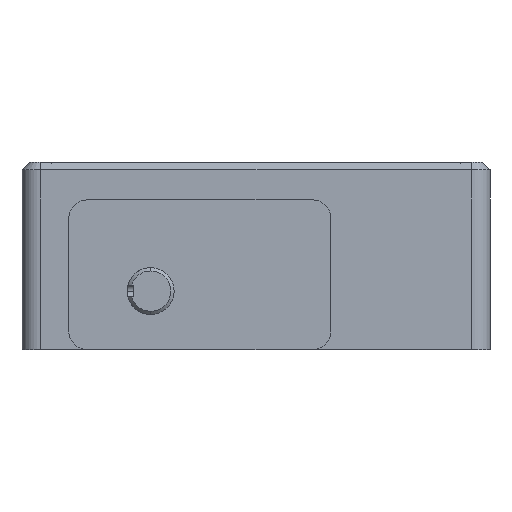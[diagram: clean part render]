
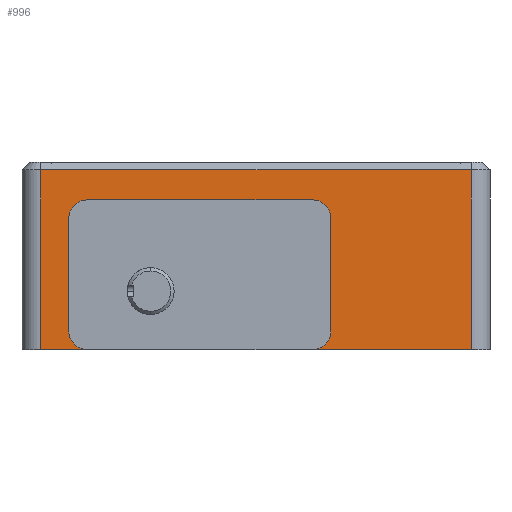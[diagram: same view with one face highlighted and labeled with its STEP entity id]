
A CAD part, left-side view. The second image highlights one B-rep face of the part: STEP entity #996.
In plain terms, the highlighted planar face has unit normal (-1, 0, 0).
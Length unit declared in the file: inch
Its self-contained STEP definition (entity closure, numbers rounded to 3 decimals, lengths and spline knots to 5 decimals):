
#117 = EDGE_LOOP ( 'NONE', ( #770, #771, #772, #773 ) ) ;
#283 = VERTEX_POINT ( 'NONE', #1641 ) ;
#284 = VERTEX_POINT ( 'NONE', #1642 ) ;
#285 = VERTEX_POINT ( 'NONE', #1643 ) ;
#286 = VERTEX_POINT ( 'NONE', #1644 ) ;
#523 = EDGE_CURVE ( 'NONE', #285, #286, #2206, .T. ) ;
#526 = EDGE_CURVE ( 'NONE', #284, #285, #1321, .T. ) ;
#527 = EDGE_CURVE ( 'NONE', #283, #284, #2214, .T. ) ;
#528 = EDGE_CURVE ( 'NONE', #286, #283, #2216, .T. ) ;
#770 = ORIENTED_EDGE ( 'NONE', *, *, #527, .T. ) ;
#771 = ORIENTED_EDGE ( 'NONE', *, *, #526, .T. ) ;
#772 = ORIENTED_EDGE ( 'NONE', *, *, #523, .T. ) ;
#773 = ORIENTED_EDGE ( 'NONE', *, *, #528, .T. ) ;
#996 = ADVANCED_FACE ( 'NONE', ( #2420 ), #2684, .F. ) ;
#1321 = LINE ( 'NONE', #2012, #2212 ) ;
#1504 = AXIS2_PLACEMENT_3D ( 'NONE', #2679, #2689, #2690 ) ;
#1641 = CARTESIAN_POINT ( 'NONE',  ( -2., -2.3, -1. ) ) ;
#1642 = CARTESIAN_POINT ( 'NONE',  ( -2., -2.3, 0.92 ) ) ;
#1643 = CARTESIAN_POINT ( 'NONE',  ( -2., 2.3, 0.92 ) ) ;
#1644 = CARTESIAN_POINT ( 'NONE',  ( -2., 2.3, -1. ) ) ;
#2010 = CARTESIAN_POINT ( 'NONE',  ( -2., 2.3, 1. ) ) ;
#2011 = DIRECTION ( 'NONE',  ( 0., 0., -1. ) ) ;
#2012 = CARTESIAN_POINT ( 'NONE',  ( -2., 2.3, 0.92 ) ) ;
#2017 = DIRECTION ( 'NONE',  ( 0., 1., 0. ) ) ;
#2018 = CARTESIAN_POINT ( 'NONE',  ( -2., -2.3, 1. ) ) ;
#2019 = DIRECTION ( 'NONE',  ( 0., 0., 1. ) ) ;
#2020 = CARTESIAN_POINT ( 'NONE',  ( -2., 2.5, -1. ) ) ;
#2021 = DIRECTION ( 'NONE',  ( 0., -1., 0. ) ) ;
#2206 = LINE ( 'NONE', #2010, #2207 ) ;
#2207 = VECTOR ( 'NONE', #2011, 39.37008 ) ;
#2212 = VECTOR ( 'NONE', #2017, 39.37008 ) ;
#2214 = LINE ( 'NONE', #2018, #2215 ) ;
#2215 = VECTOR ( 'NONE', #2019, 39.37008 ) ;
#2216 = LINE ( 'NONE', #2020, #2217 ) ;
#2217 = VECTOR ( 'NONE', #2021, 39.37008 ) ;
#2420 = FACE_OUTER_BOUND ( 'NONE', #117, .T. ) ;
#2679 = CARTESIAN_POINT ( 'NONE',  ( -2., 2.5, 1. ) ) ;
#2684 = PLANE ( 'NONE',  #1504 ) ;
#2689 = DIRECTION ( 'NONE',  ( 1., 0., 0. ) ) ;
#2690 = DIRECTION ( 'NONE',  ( 0., 1., 0. ) ) ;
